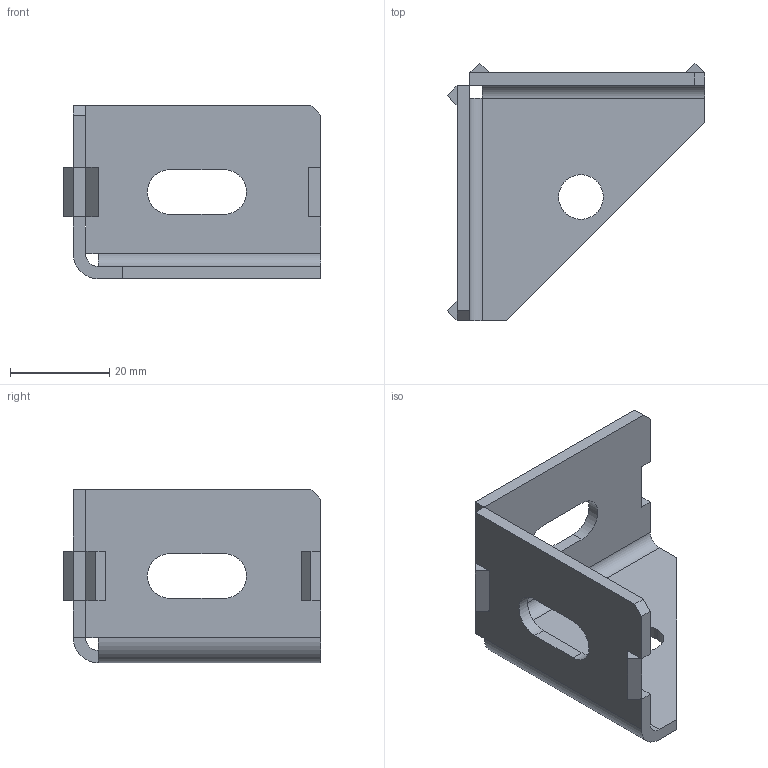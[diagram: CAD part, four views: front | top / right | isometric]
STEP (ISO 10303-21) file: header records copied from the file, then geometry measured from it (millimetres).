
FILE_DESCRIPTION(('Creo Elements/Direct Modeling STEP Export'),'2;1');
FILE_NAME('44.0200.5_Eckwinkel-MMS-44_50x50-mit-Arretierung-chem-vernickelt.stp','2022-03-21T 8:58:18',(''),(''),'PTC Creo Elements/Direct Modeling STEP processor for AP214 (Solid Model)','PTC Creo Elements/Direct Modeling 19.0C 15-Aug-2015 (C) Parametric Technology GmbH','');
FILE_SCHEMA(('AUTOMOTIVE_DESIGN { 1 0 10303 214 1 1 1 1 }'));
Length unit declared in the file: millimetre
Products named in the file (2): Eckwinkel-MMS-44_50x50-mit-Arretierung-chem-vernickelt_44.0200.5_PX1734
81
Assembly tree (1 placements, depth 2):
  Eckwinkel-MMS-44_50x50-mit-Arretierung-chem-vernickelt_44.0200.5_PX1734
81
    Eckwinkel-MMS-44_50x50-mit-Arretierung-chem-vernickelt_44.0200.5_PX1734
81
Bounding box: 52 x 52 x 35 mm (x, y, z)
Volume: 10546.8 mm3; surface area: 9565.6 mm2
Topology: 1 solids, 1 shells, 68 faces, 164 edges, 98 vertices
Faces by surface type: plane 58, cylinder 10
Entity records: 1916 total; most frequent: ORIENTED_EDGE 328, CARTESIAN_POINT 319, DIRECTION 306, EDGE_CURVE 164, VECTOR 136, LINE 136, VERTEX_POINT 98, AXIS2_PLACEMENT_3D 85
